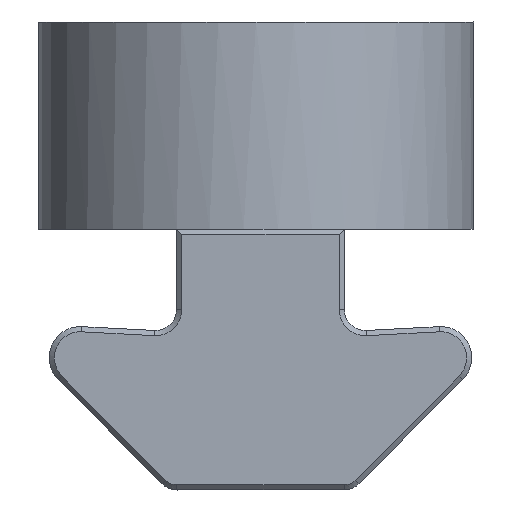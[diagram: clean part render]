
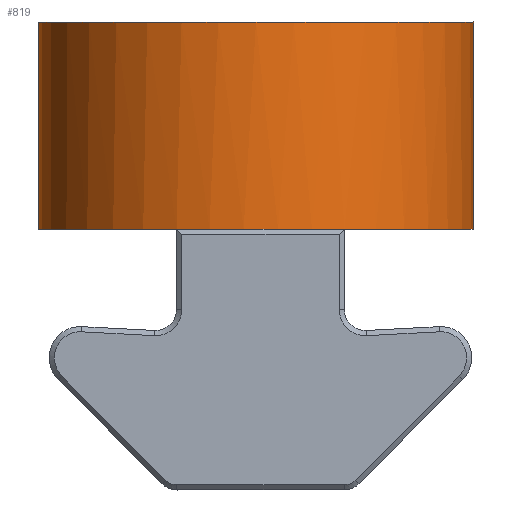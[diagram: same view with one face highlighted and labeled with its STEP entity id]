
A CAD part, front view. The second image highlights one B-rep face of the part: STEP entity #819.
In plain terms, the highlighted cylindrical face has radius 10.5 mm (diameter 21 mm), a full revolution.
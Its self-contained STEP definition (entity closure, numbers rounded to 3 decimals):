
#28=CYLINDRICAL_SURFACE('',#914,10.5);
#56=CIRCLE('',#904,10.5);
#59=CIRCLE('',#911,10.5);
#60=CIRCLE('',#913,10.5);
#61=CIRCLE('',#915,10.5);
#62=CIRCLE('',#916,10.5);
#63=CIRCLE('',#917,10.5);
#118=FACE_OUTER_BOUND('',#171,.T.);
#171=EDGE_LOOP('',(#705,#706,#707,#708,#709,#710,#711,#712));
#256=LINE('',#1393,#337);
#337=VECTOR('',#1151,10.5);
#372=VERTEX_POINT('',#1267);
#373=VERTEX_POINT('',#1269);
#402=VERTEX_POINT('',#1371);
#405=VERTEX_POINT('',#1386);
#406=VERTEX_POINT('',#1390);
#407=VERTEX_POINT('',#1392);
#503=EDGE_CURVE('',#402,#372,#56,.T.);
#508=EDGE_CURVE('',#373,#372,#59,.T.);
#510=EDGE_CURVE('',#402,#405,#60,.T.);
#511=EDGE_CURVE('',#406,#406,#61,.T.);
#512=EDGE_CURVE('',#406,#407,#256,.T.);
#513=EDGE_CURVE('',#373,#407,#62,.T.);
#514=EDGE_CURVE('',#407,#405,#63,.T.);
#705=ORIENTED_EDGE('',*,*,#511,.F.);
#706=ORIENTED_EDGE('',*,*,#512,.T.);
#707=ORIENTED_EDGE('',*,*,#513,.F.);
#708=ORIENTED_EDGE('',*,*,#508,.T.);
#709=ORIENTED_EDGE('',*,*,#503,.F.);
#710=ORIENTED_EDGE('',*,*,#510,.T.);
#711=ORIENTED_EDGE('',*,*,#514,.F.);
#712=ORIENTED_EDGE('',*,*,#512,.F.);
#819=ADVANCED_FACE('',(#118),#28,.T.);
#904=AXIS2_PLACEMENT_3D('',#1373,#1124,#1125);
#911=AXIS2_PLACEMENT_3D('',#1384,#1140,#1141);
#913=AXIS2_PLACEMENT_3D('',#1388,#1145,#1146);
#914=AXIS2_PLACEMENT_3D('',#1389,#1147,#1148);
#915=AXIS2_PLACEMENT_3D('',#1391,#1149,#1150);
#916=AXIS2_PLACEMENT_3D('',#1394,#1152,#1153);
#917=AXIS2_PLACEMENT_3D('',#1395,#1154,#1155);
#1124=DIRECTION('center_axis',(0.,0.,
-1.));
#1125=DIRECTION('ref_axis',(0.,-1.,0.));
#1140=DIRECTION('center_axis',(0.,0.,
1.));
#1141=DIRECTION('ref_axis',(0.,-1.,0.));
#1145=DIRECTION('center_axis',(0.,0.,
1.));
#1146=DIRECTION('ref_axis',(0.,-1.,0.));
#1147=DIRECTION('center_axis',(0.,0.,1.));
#1148=DIRECTION('ref_axis',(0.,-1.,0.));
#1149=DIRECTION('center_axis',(0.,0.,
1.));
#1150=DIRECTION('ref_axis',(0.,-1.,0.));
#1151=DIRECTION('',(0.,0.,-1.));
#1152=DIRECTION('center_axis',(0.,0.,
-1.));
#1153=DIRECTION('ref_axis',(0.,-1.,0.));
#1154=DIRECTION('center_axis',(0.,0.,
-1.));
#1155=DIRECTION('ref_axis',(0.,-1.,0.));
#1267=CARTESIAN_POINT('',(6.2,7.225,12.575));
#1269=CARTESIAN_POINT('',(6.2,26.775,12.575));
#1371=CARTESIAN_POINT('',(14.3,7.406,12.575));
#1373=CARTESIAN_POINT('Origin',(10.034,17.,12.575));
#1384=CARTESIAN_POINT('Origin',(10.034,17.,12.575));
#1386=CARTESIAN_POINT('',(14.3,26.594,12.575));
#1388=CARTESIAN_POINT('Origin',(10.034,17.,12.575));
#1389=CARTESIAN_POINT('Origin',(10.034,17.,12.575));
#1390=CARTESIAN_POINT('',(10.034,27.5,22.575));
#1391=CARTESIAN_POINT('Origin',(10.034,17.,22.575));
#1392=CARTESIAN_POINT('',(10.034,27.5,12.575));
#1393=CARTESIAN_POINT('',(10.034,27.5,12.575));
#1394=CARTESIAN_POINT('Origin',(10.034,17.,12.575));
#1395=CARTESIAN_POINT('Origin',(10.034,17.,12.575));
